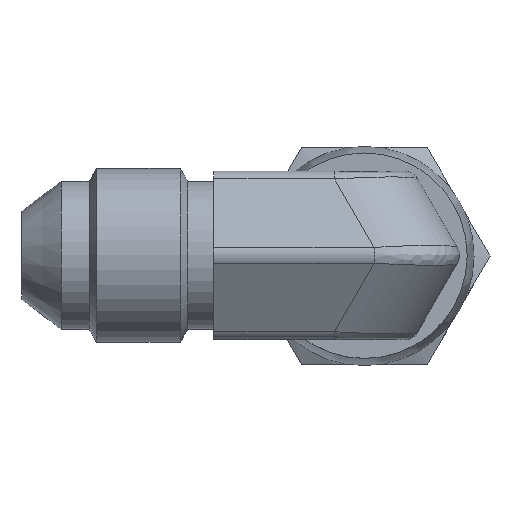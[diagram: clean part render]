
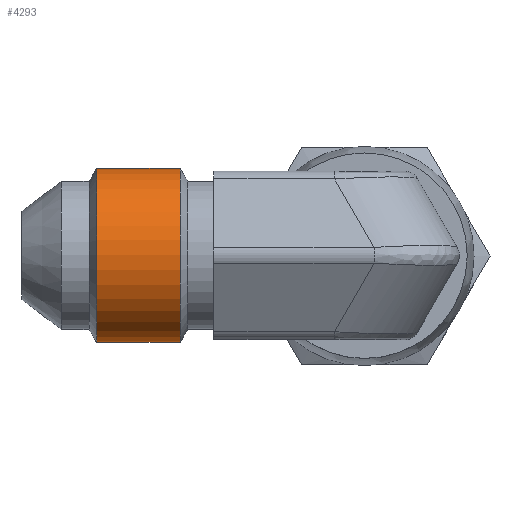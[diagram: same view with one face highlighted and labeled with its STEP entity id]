
A CAD part, top view. The second image highlights one B-rep face of the part: STEP entity #4293.
In plain terms, the highlighted cylindrical face has radius 6.35 mm (diameter 12.7 mm), a full revolution.
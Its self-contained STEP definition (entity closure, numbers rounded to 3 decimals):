
#106=CIRCLE('',#4572,6.35);
#107=CIRCLE('',#4574,6.35);
#158=CYLINDRICAL_SURFACE('',#4573,6.35);
#625=FACE_OUTER_BOUND('',#892,.T.);
#892=EDGE_LOOP('',(#3789,#3790,#3791,#3792));
#1299=LINE('',#7712,#1677);
#1677=VECTOR('',#5382,6.35);
#2055=VERTEX_POINT('',#7706);
#2056=VERTEX_POINT('',#7710);
#2644=EDGE_CURVE('',#2055,#2055,#106,.T.);
#2646=EDGE_CURVE('',#2056,#2056,#107,.T.);
#2647=EDGE_CURVE('',#2056,#2055,#1299,.T.);
#3789=ORIENTED_EDGE('',*,*,#2646,.F.);
#3790=ORIENTED_EDGE('',*,*,#2647,.T.);
#3791=ORIENTED_EDGE('',*,*,#2644,.T.);
#3792=ORIENTED_EDGE('',*,*,#2647,.F.);
#4293=ADVANCED_FACE('',(#625),#158,.T.);
#4572=AXIS2_PLACEMENT_3D('',#7707,#5375,#5376);
#4573=AXIS2_PLACEMENT_3D('',#7709,#5378,#5379);
#4574=AXIS2_PLACEMENT_3D('',#7711,#5380,#5381);
#5375=DIRECTION('center_axis',(1.,0.,0.));
#5376=DIRECTION('ref_axis',(0.,1.,0.));
#5378=DIRECTION('center_axis',(1.,0.,0.));
#5379=DIRECTION('ref_axis',(0.,1.,0.));
#5380=DIRECTION('center_axis',(1.,0.,0.));
#5381=DIRECTION('ref_axis',(0.,1.,0.));
#5382=DIRECTION('',(-1.,0.,0.));
#7706=CARTESIAN_POINT('',(-19.555,-6.35,11.001));
#7707=CARTESIAN_POINT('Origin',(-19.555,0.,
11.001));
#7709=CARTESIAN_POINT('Origin',(-16.502,0.,11.001));
#7710=CARTESIAN_POINT('',(-13.448,-6.35,11.001));
#7711=CARTESIAN_POINT('Origin',(-13.448,0.,
11.001));
#7712=CARTESIAN_POINT('',(-16.502,-6.35,11.001));
